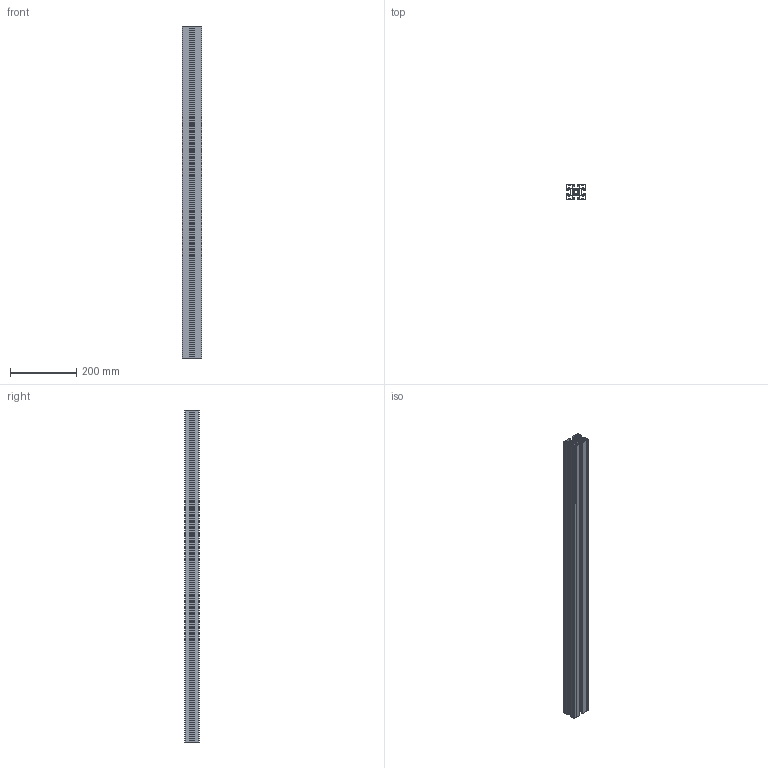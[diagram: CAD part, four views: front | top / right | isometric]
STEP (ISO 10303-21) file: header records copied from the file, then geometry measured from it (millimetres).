
FILE_DESCRIPTION (( 'STEP AP214' ), '1' );
FILE_NAME ('556SLX Êîíñòðóêöèîííûé ïðîôèëü 45õ60SL.STEP', '2019-11-08T08:02:30', ( 'Windows User' ), ( '' ), 'SwSTEP 2.0', 'SolidWorks 2019', '' );
FILE_SCHEMA (( 'AUTOMOTIVE_DESIGN' ));
Length unit declared in the file: millimetre
Products named in the file (1): 556SLX Êîíñòðóêöèîííûé ïðîôèëü 45õ60SL
Bounding box: 60 x 45 x 1000 mm (x, y, z)
Volume: 561628.4 mm3; surface area: 894270.1 mm2
Topology: 1 solids, 1 shells, 424 faces, 1266 edges, 844 vertices
Faces by surface type: cylinder 232, plane 192
Entity records: 14476 total; most frequent: DIRECTION 2580, CARTESIAN_POINT 2535, ORIENTED_EDGE 2532, EDGE_CURVE 1266, AXIS2_PLACEMENT_3D 889, VERTEX_POINT 844, VECTOR 802, LINE 802
